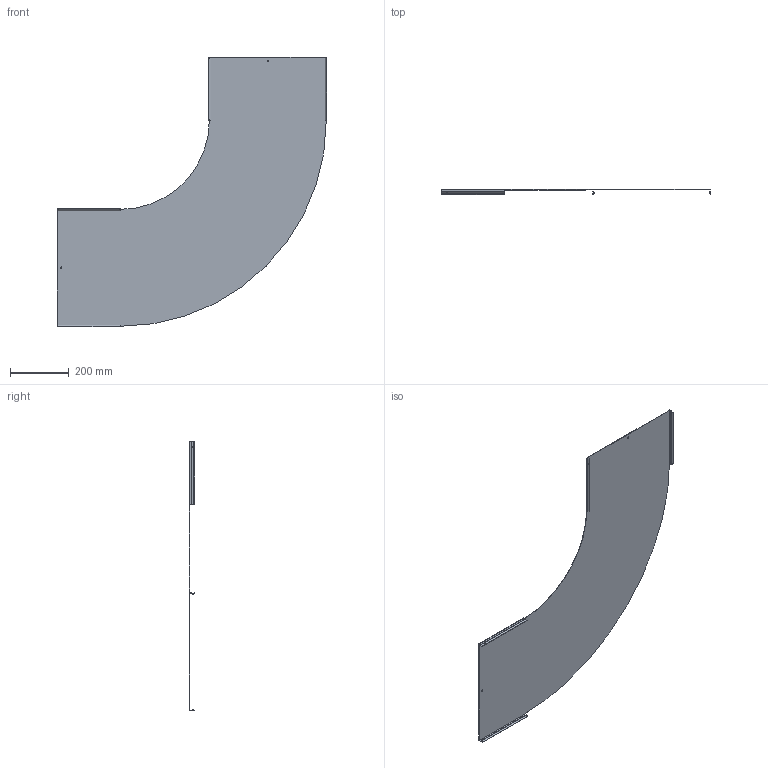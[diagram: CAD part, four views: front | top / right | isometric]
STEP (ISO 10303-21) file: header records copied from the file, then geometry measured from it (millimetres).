
FILE_DESCRIPTION (( 'STEP AP214' ), '1' );
FILE_NAME ('CPG04D-4--02.STEP', '2021-03-08T15:10:47', ( '' ), ( '' ), 'SwSTEP 2.0', 'SolidWorks 2017', '' );
FILE_SCHEMA (( 'AUTOMOTIVE_DESIGN' ));
Length unit declared in the file: millimetre
Products named in the file (1): CPG04D-4--02
Bounding box: 918.2 x 17.4 x 918.2 mm (x, y, z)
Volume: 605080.2 mm3; surface area: 1012668.7 mm2
Topology: 1 solids, 1 shells, 105 faces, 309 edges, 206 vertices
Faces by surface type: plane 83, cylinder 21, bspline 1
Entity records: 3619 total; most frequent: CARTESIAN_POINT 718, ORIENTED_EDGE 618, DIRECTION 565, EDGE_CURVE 309, LINE 259, VECTOR 259, VERTEX_POINT 206, AXIS2_PLACEMENT_3D 153
